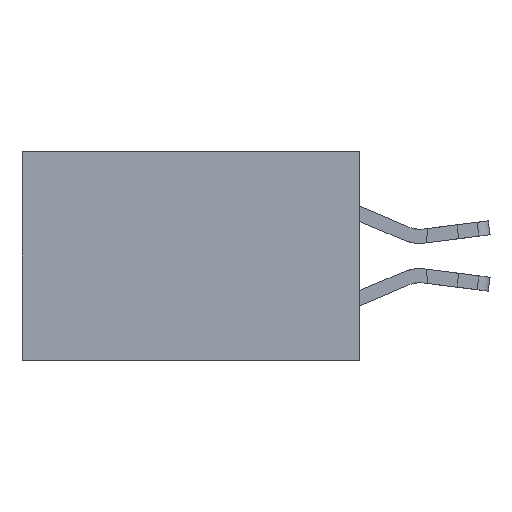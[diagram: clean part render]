
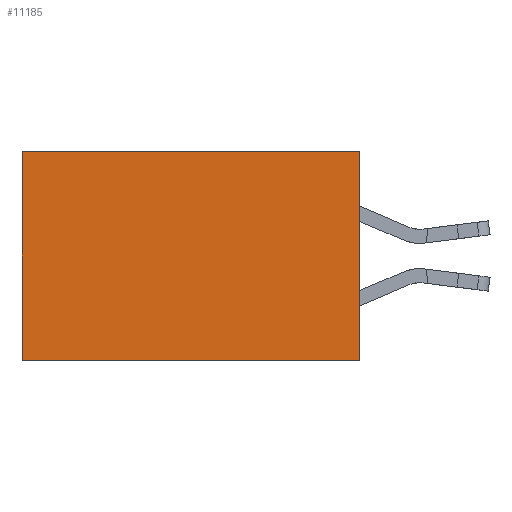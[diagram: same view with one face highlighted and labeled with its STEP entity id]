
A CAD part, left-side view. The second image highlights one B-rep face of the part: STEP entity #11185.
In plain terms, the highlighted planar face has unit normal (-1, 0, 0).
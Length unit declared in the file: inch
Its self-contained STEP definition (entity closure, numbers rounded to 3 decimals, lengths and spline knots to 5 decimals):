
#48 = ORIENTED_EDGE ( 'NONE', *, *, #11802, .F. ) ;
#721 = DIRECTION ( 'NONE',  ( 0., 0., -1. ) ) ;
#1027 = CARTESIAN_POINT ( 'NONE',  ( 0.2875, 0., -0.37 ) ) ;
#1132 = VERTEX_POINT ( 'NONE', #12214 ) ;
#1363 = CARTESIAN_POINT ( 'NONE',  ( 0.2875, 0., 0. ) ) ;
#1534 = AXIS2_PLACEMENT_3D ( 'NONE', #12206, #17967, #721 ) ;
#1972 = LINE ( 'NONE', #10897, #17353 ) ;
#2370 = ORIENTED_EDGE ( 'NONE', *, *, #2754, .T. ) ;
#2407 = CARTESIAN_POINT ( 'NONE',  ( 0.2875, 0.6, 0. ) ) ;
#2533 = VECTOR ( 'NONE', #15223, 39.37008 ) ;
#2754 = EDGE_CURVE ( 'NONE', #10989, #9392, #1972, .T. ) ;
#5699 = EDGE_CURVE ( 'NONE', #9392, #1132, #17901, .T. ) ;
#5709 = DIRECTION ( 'NONE',  ( 0., 0., -1. ) ) ;
#6532 = CARTESIAN_POINT ( 'NONE',  ( 0.2875, 0.6, 0. ) ) ;
#7669 = ORIENTED_EDGE ( 'NONE', *, *, #5699, .T. ) ;
#7895 = PLANE ( 'NONE',  #1534 ) ;
#7908 = FACE_OUTER_BOUND ( 'NONE', #10821, .T. ) ;
#9392 = VERTEX_POINT ( 'NONE', #6532 ) ;
#9790 = VECTOR ( 'NONE', #13630, 39.37008 ) ;
#9938 = CARTESIAN_POINT ( 'NONE',  ( 0.2875, 0., 0. ) ) ;
#10821 = EDGE_LOOP ( 'NONE', ( #7669, #10900, #48, #2370 ) ) ;
#10897 = CARTESIAN_POINT ( 'NONE',  ( 0.2875, 0., 0. ) ) ;
#10900 = ORIENTED_EDGE ( 'NONE', *, *, #17903, .F. ) ;
#10989 = VERTEX_POINT ( 'NONE', #1363 ) ;
#11026 = VECTOR ( 'NONE', #5709, 39.37008 ) ;
#11185 = ADVANCED_FACE ( 'NONE', ( #7908 ), #7895, .F. ) ;
#11802 = EDGE_CURVE ( 'NONE', #10989, #14032, #17790, .T. ) ;
#12206 = CARTESIAN_POINT ( 'NONE',  ( 0.2875, 0., 0. ) ) ;
#12214 = CARTESIAN_POINT ( 'NONE',  ( 0.2875, 0.6, -0.37 ) ) ;
#13630 = DIRECTION ( 'NONE',  ( 0., 0., -1. ) ) ;
#14032 = VERTEX_POINT ( 'NONE', #17788 ) ;
#14280 = LINE ( 'NONE', #1027, #2533 ) ;
#15223 = DIRECTION ( 'NONE',  ( 0., 1., 0. ) ) ;
#15230 = DIRECTION ( 'NONE',  ( 0., 1., 0. ) ) ;
#17353 = VECTOR ( 'NONE', #15230, 39.37008 ) ;
#17788 = CARTESIAN_POINT ( 'NONE',  ( 0.2875, 0., -0.37 ) ) ;
#17790 = LINE ( 'NONE', #9938, #11026 ) ;
#17901 = LINE ( 'NONE', #2407, #9790 ) ;
#17903 = EDGE_CURVE ( 'NONE', #14032, #1132, #14280, .T. ) ;
#17967 = DIRECTION ( 'NONE',  ( 1., 0., 0. ) ) ;
